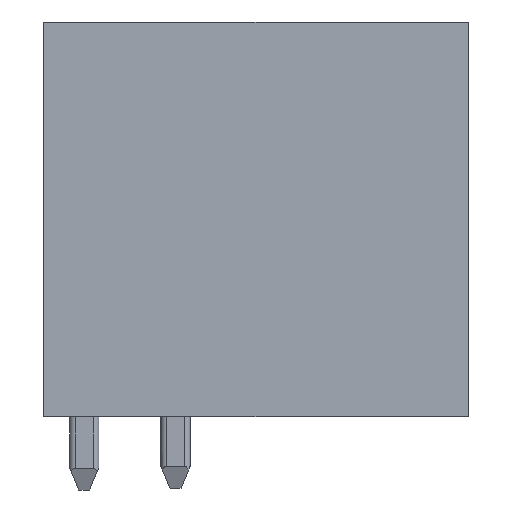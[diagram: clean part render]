
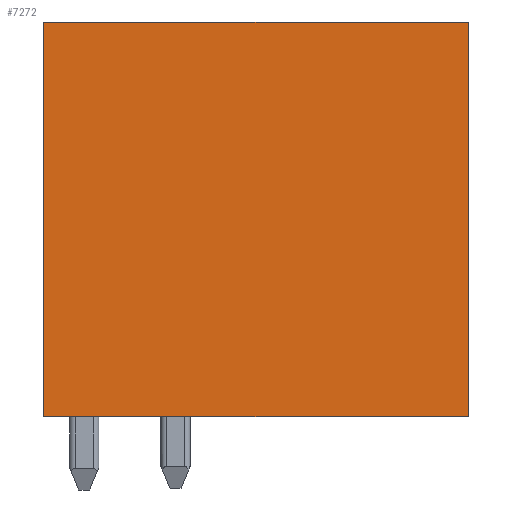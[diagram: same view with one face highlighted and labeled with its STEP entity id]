
A CAD part, left-side view. The second image highlights one B-rep face of the part: STEP entity #7272.
In plain terms, the highlighted planar face has unit normal (-1, 0, 0).
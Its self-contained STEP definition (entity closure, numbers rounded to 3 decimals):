
#1000=ORIENTED_EDGE('',*,*,#2902,.F.);
#1001=ORIENTED_EDGE('',*,*,#2899,.F.);
#1002=ORIENTED_EDGE('',*,*,#2903,.F.);
#1003=ORIENTED_EDGE('',*,*,#2904,.F.);
#2899=EDGE_CURVE('',#3844,#3845,#4566,.T.);
#2902=EDGE_CURVE('',#3845,#3846,#4569,.T.);
#2903=EDGE_CURVE('',#3847,#3844,#4570,.T.);
#2904=EDGE_CURVE('',#3846,#3847,#4571,.T.);
#3844=VERTEX_POINT('',#11138);
#3845=VERTEX_POINT('',#11139);
#3846=VERTEX_POINT('',#11144);
#3847=VERTEX_POINT('',#11146);
#4566=LINE('',#11137,#5428);
#4569=LINE('',#11143,#5431);
#4570=LINE('',#11145,#5432);
#4571=LINE('',#11147,#5433);
#5428=VECTOR('',#8933,1000.);
#5431=VECTOR('',#8938,1000.);
#5432=VECTOR('',#8939,1000.);
#5433=VECTOR('',#8940,1000.);
#6110=EDGE_LOOP('',(#1000,#1001,#1002,#1003));
#6544=FACE_BOUND('',#6110,.T.);
#6922=PLANE('',#7796);
#7272=ADVANCED_FACE('',(#6544),#6922,.F.);
#7796=AXIS2_PLACEMENT_3D('',#11142,#8936,#8937);
#8933=DIRECTION('',(0.,-1.,0.));
#8936=DIRECTION('',(1.,0.,0.));
#8937=DIRECTION('',(0.,0.,-1.));
#8938=DIRECTION('',(0.,0.,-1.));
#8939=DIRECTION('',(0.,0.,1.));
#8940=DIRECTION('',(0.,1.,0.));
#11137=CARTESIAN_POINT('',(-3.9,11.6,10.8));
#11138=CARTESIAN_POINT('',(-3.9,11.6,10.8));
#11139=CARTESIAN_POINT('',(-3.9,0.,10.8));
#11142=CARTESIAN_POINT('',(-3.9,0.,0.));
#11143=CARTESIAN_POINT('',(-3.9,0.,10.8));
#11144=CARTESIAN_POINT('',(-3.9,0.,0.));
#11145=CARTESIAN_POINT('',(-3.9,11.6,0.));
#11146=CARTESIAN_POINT('',(-3.9,11.6,0.));
#11147=CARTESIAN_POINT('',(-3.9,0.,0.));
